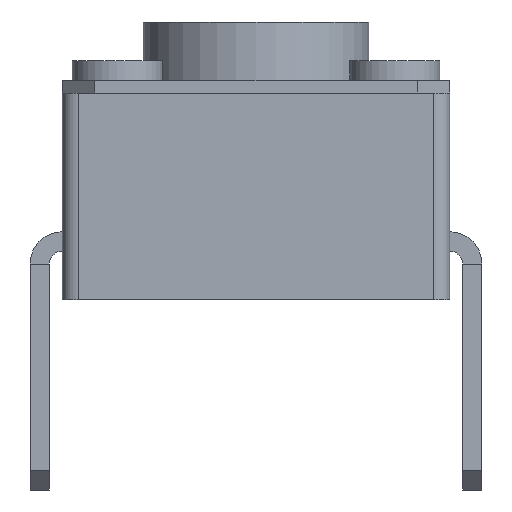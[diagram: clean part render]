
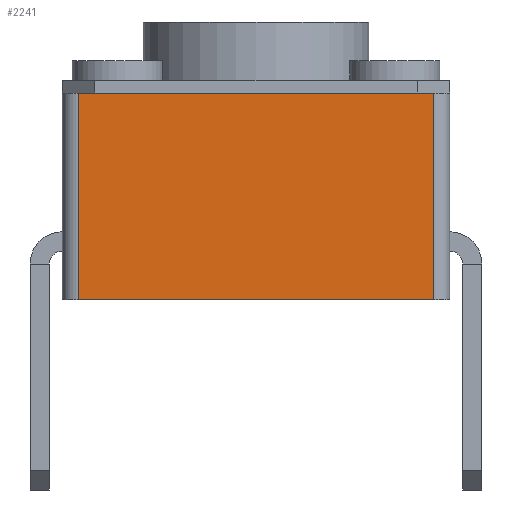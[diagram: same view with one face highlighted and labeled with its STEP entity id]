
A CAD part, front view. The second image highlights one B-rep face of the part: STEP entity #2241.
In plain terms, the highlighted planar face has unit normal (0, -1, 0).
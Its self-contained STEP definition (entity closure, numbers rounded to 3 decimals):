
#717 = PLANE('',#718);
#718 = AXIS2_PLACEMENT_3D('',#719,#720,#721);
#719 = CARTESIAN_POINT('',(3.,3.,0.));
#720 = DIRECTION('',(-0.,-0.,-1.));
#721 = DIRECTION('',(-1.,0.,0.));
#829 = PLANE('',#830);
#830 = AXIS2_PLACEMENT_3D('',#831,#832,#833);
#831 = CARTESIAN_POINT('',(3.,3.,3.2));
#832 = DIRECTION('',(-0.,-0.,-1.));
#833 = DIRECTION('',(-1.,0.,0.));
#855 = CYLINDRICAL_SURFACE('',#856,0.25);
#856 = AXIS2_PLACEMENT_3D('',#857,#858,#859);
#857 = CARTESIAN_POINT('',(5.75,0.25,0.));
#858 = DIRECTION('',(0.,0.,1.));
#859 = DIRECTION('',(1.,0.,0.));
#1071 = VERTEX_POINT('',#1072);
#1072 = CARTESIAN_POINT('',(5.75,0.,0.));
#1094 = EDGE_CURVE('',#1071,#1095,#1097,.T.);
#1095 = VERTEX_POINT('',#1096);
#1096 = CARTESIAN_POINT('',(0.25,0.,0.));
#1097 = SURFACE_CURVE('',#1098,(#1102,#1109),.PCURVE_S1.);
#1098 = LINE('',#1099,#1100);
#1099 = CARTESIAN_POINT('',(6.,0.,0.));
#1100 = VECTOR('',#1101,1.);
#1101 = DIRECTION('',(-1.,0.,0.));
#1102 = PCURVE('',#717,#1103);
#1103 = DEFINITIONAL_REPRESENTATION('',(#1104),#1108);
#1104 = LINE('',#1105,#1106);
#1105 = CARTESIAN_POINT('',(-3.,-3.));
#1106 = VECTOR('',#1107,1.);
#1107 = DIRECTION('',(1.,0.));
#1108 = ( GEOMETRIC_REPRESENTATION_CONTEXT(2) 
PARAMETRIC_REPRESENTATION_CONTEXT() REPRESENTATION_CONTEXT('2D SPACE',''
  ) );
#1109 = PCURVE('',#1110,#1115);
#1110 = PLANE('',#1111);
#1111 = AXIS2_PLACEMENT_3D('',#1112,#1113,#1114);
#1112 = CARTESIAN_POINT('',(6.,0.,0.));
#1113 = DIRECTION('',(0.,-1.,0.));
#1114 = DIRECTION('',(-1.,0.,0.));
#1115 = DEFINITIONAL_REPRESENTATION('',(#1116),#1120);
#1116 = LINE('',#1117,#1118);
#1117 = CARTESIAN_POINT('',(0.,-0.));
#1118 = VECTOR('',#1119,1.);
#1119 = DIRECTION('',(1.,0.));
#1120 = ( GEOMETRIC_REPRESENTATION_CONTEXT(2) 
PARAMETRIC_REPRESENTATION_CONTEXT() REPRESENTATION_CONTEXT('2D SPACE',''
  ) );
#1139 = CYLINDRICAL_SURFACE('',#1140,0.25);
#1140 = AXIS2_PLACEMENT_3D('',#1141,#1142,#1143);
#1141 = CARTESIAN_POINT('',(0.25,0.25,0.));
#1142 = DIRECTION('',(0.,0.,1.));
#1143 = DIRECTION('',(0.,-1.,0.));
#1264 = EDGE_CURVE('',#1071,#1265,#1267,.T.);
#1265 = VERTEX_POINT('',#1266);
#1266 = CARTESIAN_POINT('',(5.75,0.,3.2));
#1267 = SURFACE_CURVE('',#1268,(#1272,#1279),.PCURVE_S1.);
#1268 = LINE('',#1269,#1270);
#1269 = CARTESIAN_POINT('',(5.75,0.,0.));
#1270 = VECTOR('',#1271,1.);
#1271 = DIRECTION('',(0.,0.,1.));
#1272 = PCURVE('',#855,#1273);
#1273 = DEFINITIONAL_REPRESENTATION('',(#1274),#1278);
#1274 = LINE('',#1275,#1276);
#1275 = CARTESIAN_POINT('',(-1.571,0.));
#1276 = VECTOR('',#1277,1.);
#1277 = DIRECTION('',(-0.,1.));
#1278 = ( GEOMETRIC_REPRESENTATION_CONTEXT(2) 
PARAMETRIC_REPRESENTATION_CONTEXT() REPRESENTATION_CONTEXT('2D SPACE',''
  ) );
#1279 = PCURVE('',#1110,#1280);
#1280 = DEFINITIONAL_REPRESENTATION('',(#1281),#1285);
#1281 = LINE('',#1282,#1283);
#1282 = CARTESIAN_POINT('',(0.25,0.));
#1283 = VECTOR('',#1284,1.);
#1284 = DIRECTION('',(0.,-1.));
#1285 = ( GEOMETRIC_REPRESENTATION_CONTEXT(2) 
PARAMETRIC_REPRESENTATION_CONTEXT() REPRESENTATION_CONTEXT('2D SPACE',''
  ) );
#1368 = VERTEX_POINT('',#1369);
#1369 = CARTESIAN_POINT('',(5.5,0.,3.2));
#1397 = EDGE_CURVE('',#1265,#1368,#1398,.T.);
#1398 = SURFACE_CURVE('',#1399,(#1403,#1410),.PCURVE_S1.);
#1399 = LINE('',#1400,#1401);
#1400 = CARTESIAN_POINT('',(6.,0.,3.2));
#1401 = VECTOR('',#1402,1.);
#1402 = DIRECTION('',(-1.,0.,0.));
#1403 = PCURVE('',#829,#1404);
#1404 = DEFINITIONAL_REPRESENTATION('',(#1405),#1409);
#1405 = LINE('',#1406,#1407);
#1406 = CARTESIAN_POINT('',(-3.,-3.));
#1407 = VECTOR('',#1408,1.);
#1408 = DIRECTION('',(1.,0.));
#1409 = ( GEOMETRIC_REPRESENTATION_CONTEXT(2) 
PARAMETRIC_REPRESENTATION_CONTEXT() REPRESENTATION_CONTEXT('2D SPACE',''
  ) );
#1410 = PCURVE('',#1110,#1411);
#1411 = DEFINITIONAL_REPRESENTATION('',(#1412),#1416);
#1412 = LINE('',#1413,#1414);
#1413 = CARTESIAN_POINT('',(0.,-3.2));
#1414 = VECTOR('',#1415,1.);
#1415 = DIRECTION('',(1.,0.));
#1416 = ( GEOMETRIC_REPRESENTATION_CONTEXT(2) 
PARAMETRIC_REPRESENTATION_CONTEXT() REPRESENTATION_CONTEXT('2D SPACE',''
  ) );
#1902 = PLANE('',#1903);
#1903 = AXIS2_PLACEMENT_3D('',#1904,#1905,#1906);
#1904 = CARTESIAN_POINT('',(3.,3.,3.2));
#1905 = DIRECTION('',(-0.,-0.,-1.));
#1906 = DIRECTION('',(-1.,0.,0.));
#2198 = VERTEX_POINT('',#2199);
#2199 = CARTESIAN_POINT('',(0.25,0.,3.2));
#2221 = EDGE_CURVE('',#1095,#2198,#2222,.T.);
#2222 = SURFACE_CURVE('',#2223,(#2227,#2234),.PCURVE_S1.);
#2223 = LINE('',#2224,#2225);
#2224 = CARTESIAN_POINT('',(0.25,0.,0.));
#2225 = VECTOR('',#2226,1.);
#2226 = DIRECTION('',(0.,0.,1.));
#2227 = PCURVE('',#1139,#2228);
#2228 = DEFINITIONAL_REPRESENTATION('',(#2229),#2233);
#2229 = LINE('',#2230,#2231);
#2230 = CARTESIAN_POINT('',(-0.,0.));
#2231 = VECTOR('',#2232,1.);
#2232 = DIRECTION('',(-0.,1.));
#2233 = ( GEOMETRIC_REPRESENTATION_CONTEXT(2) 
PARAMETRIC_REPRESENTATION_CONTEXT() REPRESENTATION_CONTEXT('2D SPACE',''
  ) );
#2234 = PCURVE('',#1110,#2235);
#2235 = DEFINITIONAL_REPRESENTATION('',(#2236),#2240);
#2236 = LINE('',#2237,#2238);
#2237 = CARTESIAN_POINT('',(5.75,0.));
#2238 = VECTOR('',#2239,1.);
#2239 = DIRECTION('',(0.,-1.));
#2240 = ( GEOMETRIC_REPRESENTATION_CONTEXT(2) 
PARAMETRIC_REPRESENTATION_CONTEXT() REPRESENTATION_CONTEXT('2D SPACE',''
  ) );
#2241 = ADVANCED_FACE('',(#2242),#1110,.T.);
#2242 = FACE_BOUND('',#2243,.T.);
#2243 = EDGE_LOOP('',(#2244,#2245,#2246,#2247,#2275,#2296));
#2244 = ORIENTED_EDGE('',*,*,#1094,.F.);
#2245 = ORIENTED_EDGE('',*,*,#1264,.T.);
#2246 = ORIENTED_EDGE('',*,*,#1397,.T.);
#2247 = ORIENTED_EDGE('',*,*,#2248,.T.);
#2248 = EDGE_CURVE('',#1368,#2249,#2251,.T.);
#2249 = VERTEX_POINT('',#2250);
#2250 = CARTESIAN_POINT('',(0.5,0.,3.2));
#2251 = SURFACE_CURVE('',#2252,(#2256,#2263),.PCURVE_S1.);
#2252 = LINE('',#2253,#2254);
#2253 = CARTESIAN_POINT('',(5.5,0.,3.2));
#2254 = VECTOR('',#2255,1.);
#2255 = DIRECTION('',(-1.,0.,0.));
#2256 = PCURVE('',#1110,#2257);
#2257 = DEFINITIONAL_REPRESENTATION('',(#2258),#2262);
#2258 = LINE('',#2259,#2260);
#2259 = CARTESIAN_POINT('',(0.5,-3.2));
#2260 = VECTOR('',#2261,1.);
#2261 = DIRECTION('',(1.,0.));
#2262 = ( GEOMETRIC_REPRESENTATION_CONTEXT(2) 
PARAMETRIC_REPRESENTATION_CONTEXT() REPRESENTATION_CONTEXT('2D SPACE',''
  ) );
#2263 = PCURVE('',#2264,#2269);
#2264 = PLANE('',#2265);
#2265 = AXIS2_PLACEMENT_3D('',#2266,#2267,#2268);
#2266 = CARTESIAN_POINT('',(5.5,0.,3.2));
#2267 = DIRECTION('',(0.,-1.,0.));
#2268 = DIRECTION('',(-1.,0.,0.));
#2269 = DEFINITIONAL_REPRESENTATION('',(#2270),#2274);
#2270 = LINE('',#2271,#2272);
#2271 = CARTESIAN_POINT('',(0.,0.));
#2272 = VECTOR('',#2273,1.);
#2273 = DIRECTION('',(1.,0.));
#2274 = ( GEOMETRIC_REPRESENTATION_CONTEXT(2) 
PARAMETRIC_REPRESENTATION_CONTEXT() REPRESENTATION_CONTEXT('2D SPACE',''
  ) );
#2275 = ORIENTED_EDGE('',*,*,#2276,.T.);
#2276 = EDGE_CURVE('',#2249,#2198,#2277,.T.);
#2277 = SURFACE_CURVE('',#2278,(#2282,#2289),.PCURVE_S1.);
#2278 = LINE('',#2279,#2280);
#2279 = CARTESIAN_POINT('',(6.,0.,3.2));
#2280 = VECTOR('',#2281,1.);
#2281 = DIRECTION('',(-1.,0.,0.));
#2282 = PCURVE('',#1110,#2283);
#2283 = DEFINITIONAL_REPRESENTATION('',(#2284),#2288);
#2284 = LINE('',#2285,#2286);
#2285 = CARTESIAN_POINT('',(0.,-3.2));
#2286 = VECTOR('',#2287,1.);
#2287 = DIRECTION('',(1.,0.));
#2288 = ( GEOMETRIC_REPRESENTATION_CONTEXT(2) 
PARAMETRIC_REPRESENTATION_CONTEXT() REPRESENTATION_CONTEXT('2D SPACE',''
  ) );
#2289 = PCURVE('',#1902,#2290);
#2290 = DEFINITIONAL_REPRESENTATION('',(#2291),#2295);
#2291 = LINE('',#2292,#2293);
#2292 = CARTESIAN_POINT('',(-3.,-3.));
#2293 = VECTOR('',#2294,1.);
#2294 = DIRECTION('',(1.,0.));
#2295 = ( GEOMETRIC_REPRESENTATION_CONTEXT(2) 
PARAMETRIC_REPRESENTATION_CONTEXT() REPRESENTATION_CONTEXT('2D SPACE',''
  ) );
#2296 = ORIENTED_EDGE('',*,*,#2221,.F.);
